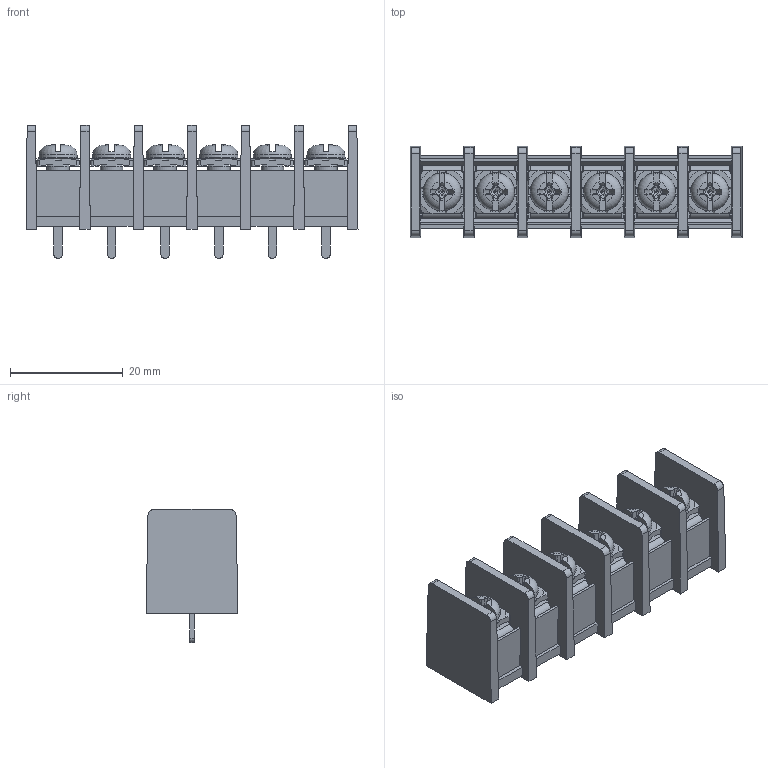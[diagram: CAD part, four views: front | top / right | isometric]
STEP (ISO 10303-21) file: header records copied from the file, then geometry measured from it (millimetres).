
FILE_DESCRIPTION(('STEP AP214'), '1');
FILE_NAME('DG45', '2019-10-04T22:10:49', ('AF'), (''), 'UNSPECIFIED', 'UNSPECIFIED', '');
FILE_SCHEMA(('AUTOMOTIVE_DESIGN { 1 0 10303 214 3 1 1}'));
Length unit declared in the file: millimetre
Assembly tree (18 placements, depth 2):
  (unnamed)
    (unnamed)  x6
    (unnamed)  x6
    (unnamed)  x6
Bounding box: 58.9 x 16.3 x 23.6 mm (x, y, z)
Volume: 7586.3 mm3; surface area: 12514 mm2
Topology: 19 solids, 19 shells, 1556 faces, 4044 edges, 2520 vertices
Faces by surface type: plane 1092, cone 162, cylinder 158, bspline 96, torus 24, sphere 24
Full cylindrical faces by diameter (mm): 3.3 x12, 3.4 x6, 4 x6, 4.9 x6
Entity records: 23437 total; most frequent: CARTESIAN_POINT 4187, ORIENTED_EDGE 3054, DIRECTION 2724, EDGE_CURVE 1527, LINE 1254, VECTOR 1254, VERTEX_POINT 997, AXIS2_PLACEMENT_3D 735
